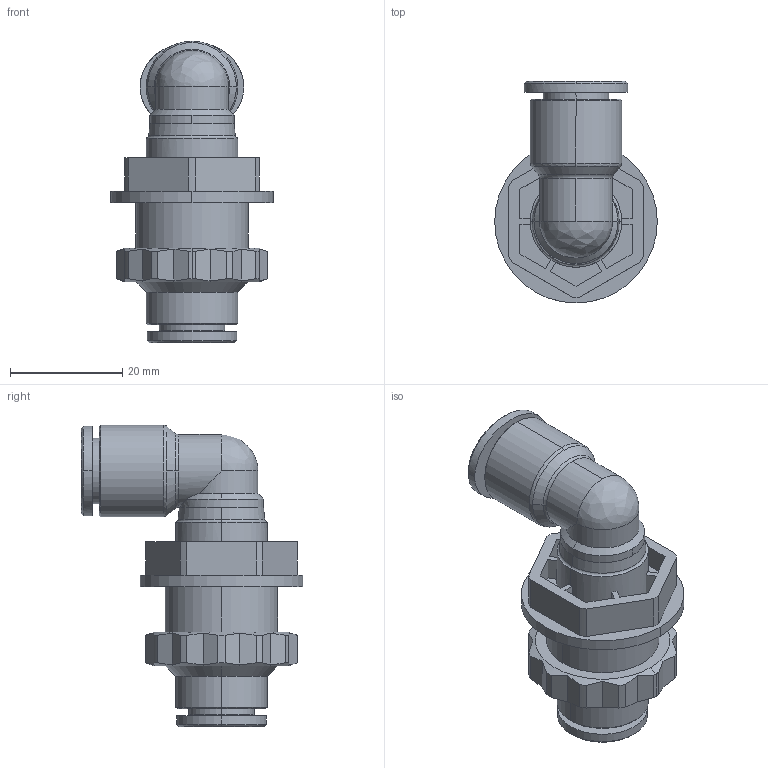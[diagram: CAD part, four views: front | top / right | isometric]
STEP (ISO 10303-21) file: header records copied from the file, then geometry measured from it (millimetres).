
FILE_DESCRIPTION (( 'STEP AP214' ), '1' );
FILE_NAME ('PLM10.STEP', '2015-10-09T12:11:01', ( '' ), ( '' ), 'SwSTEP 2.0', 'SolidWorks 2015', '' );
FILE_SCHEMA (( 'AUTOMOTIVE_DESIGN' ));
Length unit declared in the file: millimetre
Products named in the file (2): ｦ+ﾃｦ1; PLM10
Assembly tree (1 placements, depth 2):
  PLM10
    ｦ+ﾃｦ1
Bounding box: 29 x 39.5 x 53.75 mm (x, y, z)
Volume: 15057.8 mm3; surface area: 8078.2 mm2
Topology: 1 solids, 1 shells, 923 faces, 2635 edges, 1747 vertices
Faces by surface type: plane 826, cylinder 49, cone 27, bspline 17, torus 4
Entity records: 31817 total; most frequent: CARTESIAN_POINT 6354, ORIENTED_EDGE 5268, DIRECTION 4525, EDGE_CURVE 2634, VECTOR 2395, LINE 2395, VERTEX_POINT 1747, AXIS2_PLACEMENT_3D 1065
